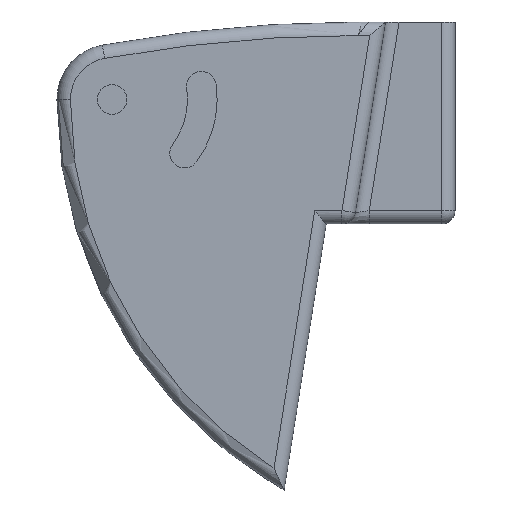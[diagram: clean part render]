
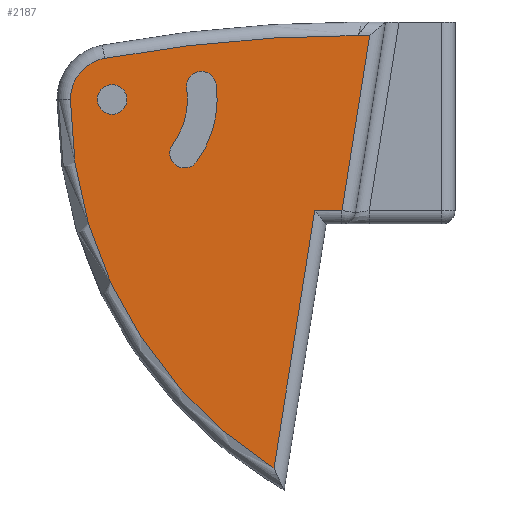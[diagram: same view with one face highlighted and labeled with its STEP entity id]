
A CAD part, left-side view. The second image highlights one B-rep face of the part: STEP entity #2187.
In plain terms, the highlighted planar face has unit normal (-1, 0, 0).
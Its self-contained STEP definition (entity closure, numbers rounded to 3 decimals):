
#47 = AXIS2_PLACEMENT_3D ( 'NONE', #2014, #3003, #2474 ) ;
#48 = EDGE_CURVE ( 'NONE', #2636, #888, #2710, .T. ) ;
#51 = DIRECTION ( 'NONE',  ( 0., 1., 0. ) ) ;
#68 = LINE ( 'NONE', #1245, #757 ) ;
#116 = EDGE_CURVE ( 'NONE', #1039, #648, #68, .T. ) ;
#124 = ORIENTED_EDGE ( 'NONE', *, *, #1976, .F. ) ;
#137 = EDGE_CURVE ( 'NONE', #888, #323, #2662, .T. ) ;
#145 = EDGE_CURVE ( 'NONE', #2385, #672, #1173, .T. ) ;
#197 = FACE_BOUND ( 'NONE', #779, .T. ) ;
#230 = CARTESIAN_POINT ( 'NONE',  ( -11.713, 17.754, 2.895 ) ) ;
#273 = VERTEX_POINT ( 'NONE', #1265 ) ;
#323 = VERTEX_POINT ( 'NONE', #2883 ) ;
#324 = DIRECTION ( 'NONE',  ( -1., 0., 0. ) ) ;
#339 = DIRECTION ( 'NONE',  ( 0., 0., 1. ) ) ;
#341 = CARTESIAN_POINT ( 'NONE',  ( -11.713, 10.424, -6.5 ) ) ;
#348 = DIRECTION ( 'NONE',  ( -1., 0., 0. ) ) ;
#381 = EDGE_CURVE ( 'NONE', #2986, #1039, #1411, .T. ) ;
#400 = EDGE_CURVE ( 'NONE', #1530, #2523, #507, .T. ) ;
#404 = EDGE_CURVE ( 'NONE', #1689, #2986, #907, .T. ) ;
#413 = AXIS2_PLACEMENT_3D ( 'NONE', #2337, #1281, #339 ) ;
#420 = DIRECTION ( 'NONE',  ( 0., 0., 1. ) ) ;
#507 = CIRCLE ( 'NONE', #2308, 1.1 ) ;
#522 = ORIENTED_EDGE ( 'NONE', *, *, #674, .F. ) ;
#543 = AXIS2_PLACEMENT_3D ( 'NONE', #2079, #348, #1319 ) ;
#580 = EDGE_CURVE ( 'NONE', #593, #672, #978, .T. ) ;
#593 = VERTEX_POINT ( 'NONE', #1472 ) ;
#614 = DIRECTION ( 'NONE',  ( 1., 0., 0. ) ) ;
#630 = CARTESIAN_POINT ( 'NONE',  ( -11.713, -3.791, 1.75 ) ) ;
#648 = VERTEX_POINT ( 'NONE', #341 ) ;
#672 = VERTEX_POINT ( 'NONE', #867 ) ;
#674 = EDGE_CURVE ( 'NONE', #323, #1689, #3082, .T. ) ;
#757 = VECTOR ( 'NONE', #51, 1000. ) ;
#778 = VERTEX_POINT ( 'NONE', #2891 ) ;
#779 = EDGE_LOOP ( 'NONE', ( #2500, #1155, #1748, #2074, #1094 ) ) ;
#817 = CIRCLE ( 'NONE', #1224, 1.1 ) ;
#833 = ORIENTED_EDGE ( 'NONE', *, *, #137, .F. ) ;
#867 = CARTESIAN_POINT ( 'NONE',  ( -11.713, 19.931, 2.572 ) ) ;
#888 = VERTEX_POINT ( 'NONE', #2965 ) ;
#903 = EDGE_LOOP ( 'NONE', ( #124, #2366 ) ) ;
#907 = LINE ( 'NONE', #2138, #923 ) ;
#923 = VECTOR ( 'NONE', #1681, 1000. ) ;
#926 = CARTESIAN_POINT ( 'NONE',  ( -11.713, 13.448, -25.637 ) ) ;
#978 = CIRCLE ( 'NONE', #3034, 5.6 ) ;
#985 = DIRECTION ( 'NONE',  ( 0., 0., 1. ) ) ;
#1039 = VERTEX_POINT ( 'NONE', #2535 ) ;
#1094 = ORIENTED_EDGE ( 'NONE', *, *, #580, .T. ) ;
#1120 = DIRECTION ( 'NONE',  ( 1., 0., 0. ) ) ;
#1136 = DIRECTION ( 'NONE',  ( -1., 0., 0. ) ) ;
#1153 = FACE_OUTER_BOUND ( 'NONE', #2260, .T. ) ;
#1155 = ORIENTED_EDGE ( 'NONE', *, *, #2935, .F. ) ;
#1173 = CIRCLE ( 'NONE', #47, 1.1 ) ;
#1177 = CARTESIAN_POINT ( 'NONE',  ( -11.713, 25.47, 1.75 ) ) ;
#1224 = AXIS2_PLACEMENT_3D ( 'NONE', #1580, #324, #2001 ) ;
#1239 = CIRCLE ( 'NONE', #2995, 7.8 ) ;
#1245 = CARTESIAN_POINT ( 'NONE',  ( -11.713, -3.791, -6.5 ) ) ;
#1265 = CARTESIAN_POINT ( 'NONE',  ( -11.713, 20.088, -3.341 ) ) ;
#1269 = VECTOR ( 'NONE', #2881, 1000. ) ;
#1278 = DIRECTION ( 'NONE',  ( 0., 0., 1. ) ) ;
#1281 = DIRECTION ( 'NONE',  ( -1., 0., 0. ) ) ;
#1319 = DIRECTION ( 'NONE',  ( 0., 0., 1. ) ) ;
#1356 = EDGE_CURVE ( 'NONE', #648, #2636, #1366, .T. ) ;
#1366 = LINE ( 'NONE', #3143, #1269 ) ;
#1397 = DIRECTION ( 'NONE',  ( 0., 0., 1. ) ) ;
#1406 = ORIENTED_EDGE ( 'NONE', *, *, #116, .F. ) ;
#1411 = LINE ( 'NONE', #3171, #2411 ) ;
#1472 = CARTESIAN_POINT ( 'NONE',  ( -11.713, 20.972, -1.586 ) ) ;
#1530 = VERTEX_POINT ( 'NONE', #1839 ) ;
#1580 = CARTESIAN_POINT ( 'NONE',  ( -11.713, 20.088, -2.241 ) ) ;
#1625 = FACE_BOUND ( 'NONE', #903, .T. ) ;
#1638 = CARTESIAN_POINT ( 'NONE',  ( -11.713, 7.2, 6.5 ) ) ;
#1681 = DIRECTION ( 'NONE',  ( 0., -1., 0. ) ) ;
#1682 = AXIS2_PLACEMENT_3D ( 'NONE', #2800, #614, #2301 ) ;
#1688 = ORIENTED_EDGE ( 'NONE', *, *, #381, .F. ) ;
#1689 = VERTEX_POINT ( 'NONE', #1638 ) ;
#1748 = ORIENTED_EDGE ( 'NONE', *, *, #2521, .F. ) ;
#1778 = CIRCLE ( 'NONE', #413, 1.1 ) ;
#1839 = CARTESIAN_POINT ( 'NONE',  ( -11.713, 25.47, 2.85 ) ) ;
#1976 = EDGE_CURVE ( 'NONE', #2523, #1530, #1778, .T. ) ;
#1982 = EDGE_CURVE ( 'NONE', #593, #273, #817, .T. ) ;
#1992 = AXIS2_PLACEMENT_3D ( 'NONE', #630, #1120, #420 ) ;
#1998 = ORIENTED_EDGE ( 'NONE', *, *, #404, .F. ) ;
#2001 = DIRECTION ( 'NONE',  ( 0., 0., 1. ) ) ;
#2014 = CARTESIAN_POINT ( 'NONE',  ( -11.713, 18.843, 2.733 ) ) ;
#2062 = CARTESIAN_POINT ( 'NONE',  ( -11.713, 25.47, 0.65 ) ) ;
#2074 = ORIENTED_EDGE ( 'NONE', *, *, #1982, .F. ) ;
#2079 = CARTESIAN_POINT ( 'NONE',  ( -11.713, 20.088, -2.241 ) ) ;
#2124 = DIRECTION ( 'NONE',  ( 0., 0.156, -0.988 ) ) ;
#2128 = DIRECTION ( 'NONE',  ( 0., 0., 1. ) ) ;
#2138 = CARTESIAN_POINT ( 'NONE',  ( -11.713, -3.791, 6.5 ) ) ;
#2172 = DIRECTION ( 'NONE',  ( -1., 0., 0. ) ) ;
#2187 = ADVANCED_FACE ( 'NONE', ( #1153, #1625, #197 ), #2396, .F. ) ;
#2200 = DIRECTION ( 'NONE',  ( -1., 0., 0. ) ) ;
#2260 = EDGE_LOOP ( 'NONE', ( #522, #833, #2550, #2816, #1406, #1688, #1998 ) ) ;
#2301 = DIRECTION ( 'NONE',  ( 0., 0., 1. ) ) ;
#2305 = AXIS2_PLACEMENT_3D ( 'NONE', #2893, #2416, #985 ) ;
#2308 = AXIS2_PLACEMENT_3D ( 'NONE', #1177, #2172, #1397 ) ;
#2337 = CARTESIAN_POINT ( 'NONE',  ( -11.713, 25.47, 1.75 ) ) ;
#2347 = CIRCLE ( 'NONE', #543, 1.1 ) ;
#2366 = ORIENTED_EDGE ( 'NONE', *, *, #400, .F. ) ;
#2385 = VERTEX_POINT ( 'NONE', #230 ) ;
#2396 = PLANE ( 'NONE',  #1992 ) ;
#2411 = VECTOR ( 'NONE', #2124, 1000. ) ;
#2416 = DIRECTION ( 'NONE',  ( 1., 0., 0. ) ) ;
#2474 = DIRECTION ( 'NONE',  ( 0., 0., 1. ) ) ;
#2500 = ORIENTED_EDGE ( 'NONE', *, *, #145, .F. ) ;
#2504 = CARTESIAN_POINT ( 'NONE',  ( -11.713, 25.47, 1.75 ) ) ;
#2521 = EDGE_CURVE ( 'NONE', #273, #778, #2347, .T. ) ;
#2523 = VERTEX_POINT ( 'NONE', #2062 ) ;
#2535 = CARTESIAN_POINT ( 'NONE',  ( -11.713, 8.4, -6.5 ) ) ;
#2550 = ORIENTED_EDGE ( 'NONE', *, *, #48, .F. ) ;
#2562 = AXIS2_PLACEMENT_3D ( 'NONE', #2504, #2746, #1278 ) ;
#2631 = CARTESIAN_POINT ( 'NONE',  ( -11.713, 25.47, 1.75 ) ) ;
#2636 = VERTEX_POINT ( 'NONE', #926 ) ;
#2662 = CIRCLE ( 'NONE', #2562, 3.1 ) ;
#2705 = DIRECTION ( 'NONE',  ( 0., 0., 1. ) ) ;
#2710 = CIRCLE ( 'NONE', #2305, 32.361 ) ;
#2746 = DIRECTION ( 'NONE',  ( 1., 0., 0. ) ) ;
#2765 = CARTESIAN_POINT ( 'NONE',  ( -11.713, 25.47, 1.75 ) ) ;
#2800 = CARTESIAN_POINT ( 'NONE',  ( -11.713, 7.2, -98.574 ) ) ;
#2816 = ORIENTED_EDGE ( 'NONE', *, *, #1356, .F. ) ;
#2870 = CARTESIAN_POINT ( 'NONE',  ( -11.713, 6.346, 6.5 ) ) ;
#2881 = DIRECTION ( 'NONE',  ( 0., 0.156, -0.988 ) ) ;
#2883 = CARTESIAN_POINT ( 'NONE',  ( -11.713, 26.025, 4.8 ) ) ;
#2891 = CARTESIAN_POINT ( 'NONE',  ( -11.713, 19.205, -2.896 ) ) ;
#2893 = CARTESIAN_POINT ( 'NONE',  ( -11.713, -3.791, 1.75 ) ) ;
#2935 = EDGE_CURVE ( 'NONE', #778, #2385, #1239, .T. ) ;
#2965 = CARTESIAN_POINT ( 'NONE',  ( -11.713, 28.57, 1.75 ) ) ;
#2986 = VERTEX_POINT ( 'NONE', #2870 ) ;
#2995 = AXIS2_PLACEMENT_3D ( 'NONE', #2631, #1136, #2128 ) ;
#3003 = DIRECTION ( 'NONE',  ( -1., 0., 0. ) ) ;
#3034 = AXIS2_PLACEMENT_3D ( 'NONE', #2765, #2200, #2705 ) ;
#3082 = CIRCLE ( 'NONE', #1682, 105.074 ) ;
#3143 = CARTESIAN_POINT ( 'NONE',  ( -11.713, 13.679, -27.099 ) ) ;
#3171 = CARTESIAN_POINT ( 'NONE',  ( -11.713, 8.533, -7.344 ) ) ;
